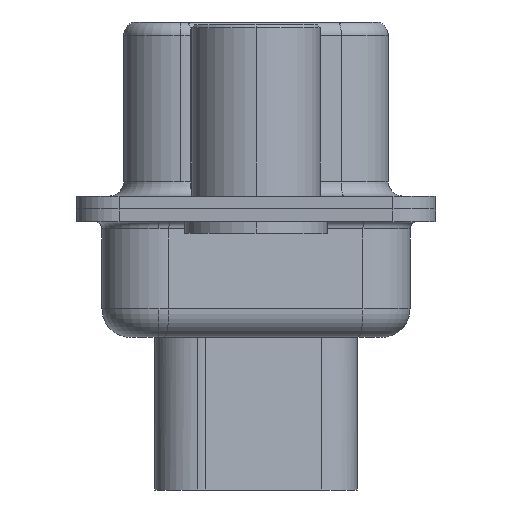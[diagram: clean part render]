
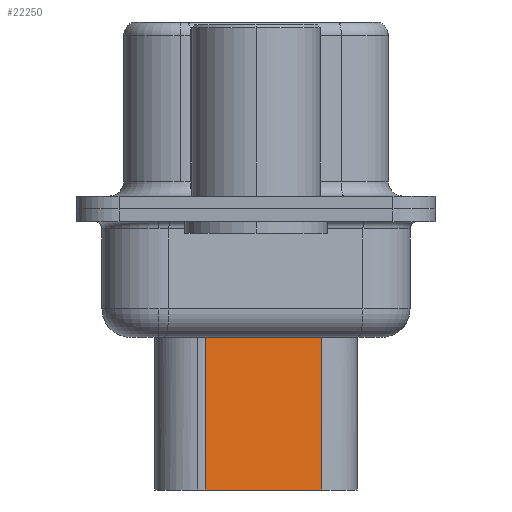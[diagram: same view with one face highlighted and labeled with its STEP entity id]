
A CAD part, left-side view. The second image highlights one B-rep face of the part: STEP entity #22250.
In plain terms, the highlighted planar face has unit normal (-0.985, -0.174, 0).
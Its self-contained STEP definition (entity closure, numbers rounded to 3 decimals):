
#539 = CARTESIAN_POINT ( 'NONE',  ( 5.238, -2.3, -3.1 ) ) ;
#2209 = CARTESIAN_POINT ( 'NONE',  ( 4.348, 2.749, -3.975 ) ) ;
#2561 = LINE ( 'NONE', #539, #17069 ) ;
#3069 = LINE ( 'NONE', #19166, #15524 ) ;
#3197 = VECTOR ( 'NONE', #21540, 1000. ) ;
#4087 = DIRECTION ( 'NONE',  ( 0., 0., -1. ) ) ;
#4359 = AXIS2_PLACEMENT_3D ( 'NONE', #6457, #6230, #21169 ) ;
#4581 = DIRECTION ( 'NONE',  ( -0.174, 0.985, 0. ) ) ;
#5582 = VERTEX_POINT ( 'NONE', #13611 ) ;
#5712 = LINE ( 'NONE', #2209, #3197 ) ;
#5945 = DIRECTION ( 'NONE',  ( 0., 0., -1. ) ) ;
#6230 = DIRECTION ( 'NONE',  ( -0.985, -0.174, 0. ) ) ;
#6303 = EDGE_CURVE ( 'NONE', #5582, #19228, #5712, .T. ) ;
#6457 = CARTESIAN_POINT ( 'NONE',  ( 4.519, 1.78, -3.1 ) ) ;
#6563 = VERTEX_POINT ( 'NONE', #17304 ) ;
#6882 = ORIENTED_EDGE ( 'NONE', *, *, #17881, .F. ) ;
#7860 = VERTEX_POINT ( 'NONE', #21468 ) ;
#7878 = EDGE_LOOP ( 'NONE', ( #6882, #12581, #14974, #14749 ) ) ;
#9952 = LINE ( 'NONE', #20752, #12257 ) ;
#12257 = VECTOR ( 'NONE', #5945, 1000. ) ;
#12581 = ORIENTED_EDGE ( 'NONE', *, *, #6303, .T. ) ;
#13611 = CARTESIAN_POINT ( 'NONE',  ( 5.238, -2.3, -3.975 ) ) ;
#13900 = CARTESIAN_POINT ( 'NONE',  ( 4.519, 1.78, -3.975 ) ) ;
#14749 = ORIENTED_EDGE ( 'NONE', *, *, #14913, .F. ) ;
#14913 = EDGE_CURVE ( 'NONE', #6563, #7860, #3069, .T. ) ;
#14974 = ORIENTED_EDGE ( 'NONE', *, *, #21870, .T. ) ;
#15524 = VECTOR ( 'NONE', #4581, 1000. ) ;
#17069 = VECTOR ( 'NONE', #4087, 1000. ) ;
#17257 = PLANE ( 'NONE',  #4359 ) ;
#17304 = CARTESIAN_POINT ( 'NONE',  ( 5.238, -2.3, -9.85 ) ) ;
#17881 = EDGE_CURVE ( 'NONE', #5582, #6563, #2561, .T. ) ;
#19166 = CARTESIAN_POINT ( 'NONE',  ( 4.519, 1.78, -9.85 ) ) ;
#19228 = VERTEX_POINT ( 'NONE', #13900 ) ;
#20752 = CARTESIAN_POINT ( 'NONE',  ( 4.519, 1.78, -3.1 ) ) ;
#21169 = DIRECTION ( 'NONE',  ( 0.174, -0.985, 0. ) ) ;
#21468 = CARTESIAN_POINT ( 'NONE',  ( 4.519, 1.78, -9.85 ) ) ;
#21540 = DIRECTION ( 'NONE',  ( -0.174, 0.985, 0. ) ) ;
#21870 = EDGE_CURVE ( 'NONE', #19228, #7860, #9952, .T. ) ;
#22250 = ADVANCED_FACE ( 'NONE', ( #22705 ), #17257, .T. ) ;
#22705 = FACE_OUTER_BOUND ( 'NONE', #7878, .T. ) ;
